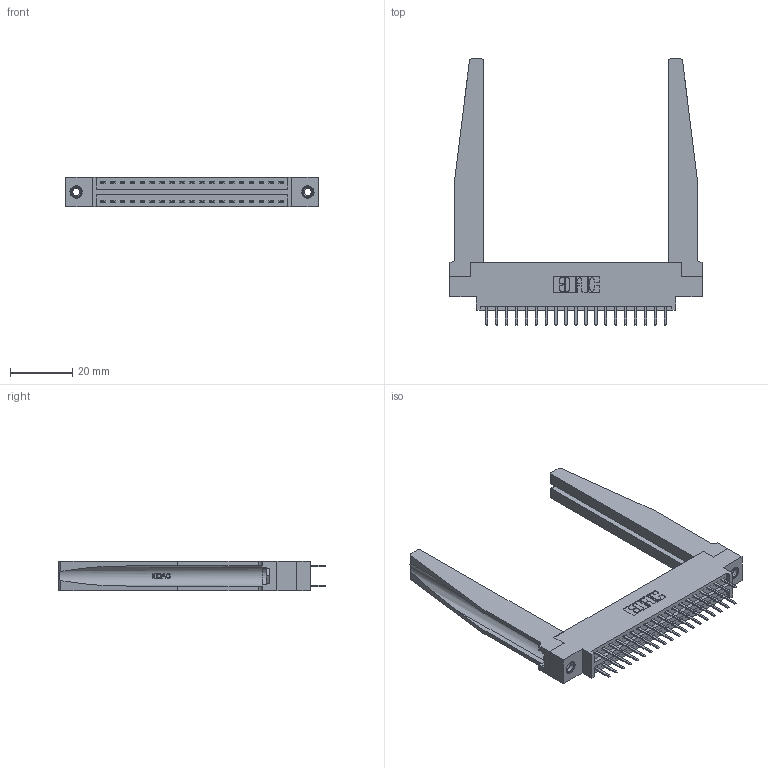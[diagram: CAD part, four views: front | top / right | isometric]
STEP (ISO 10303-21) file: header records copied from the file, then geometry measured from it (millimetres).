
FILE_DESCRIPTION (( 'STEP AP203' ), '1' );
FILE_NAME ('346-038-520-878.STEP', '2022-05-19T23:06:27', ( '' ), ( '' ), 'SwSTEP 2.0', 'SolidWorks 2020', '' );
FILE_SCHEMA (( 'CONFIG_CONTROL_DESIGN' ));
Length unit declared in the file: inch
Products named in the file (5): 345-250-001_345-250-001-102; 346-038-520-878; 345-292-001_345-293-120; 346 Part_0.170 Offset - 0.156 Dia-TH; 346-220-078_345-220-078
Assembly tree (43 placements, depth 2):
  346-038-520-878
    346 Part_0.170 Offset - 0.156 Dia-TH
    345-292-001_345-293-120  x38
    346-220-078_345-220-078  x2
    345-250-001_345-250-001-102  x2
Bounding box: 80.9 x 85.29 x 9.4 mm (x, y, z)
Volume: 14429.5 mm3; surface area: 16688.6 mm2
Topology: 43 solids, 43 shells, 2502 faces, 7179 edges, 4674 vertices
Faces by surface type: plane 1642, cylinder 808, bspline 36, cone 12, torus 4
Entity records: 20906 total; most frequent: CARTESIAN_POINT 4433, ORIENTED_EDGE 3242, DIRECTION 2931, EDGE_CURVE 1621, VECTOR 1315, LINE 1315, VERTEX_POINT 1072, AXIS2_PLACEMENT_3D 808
